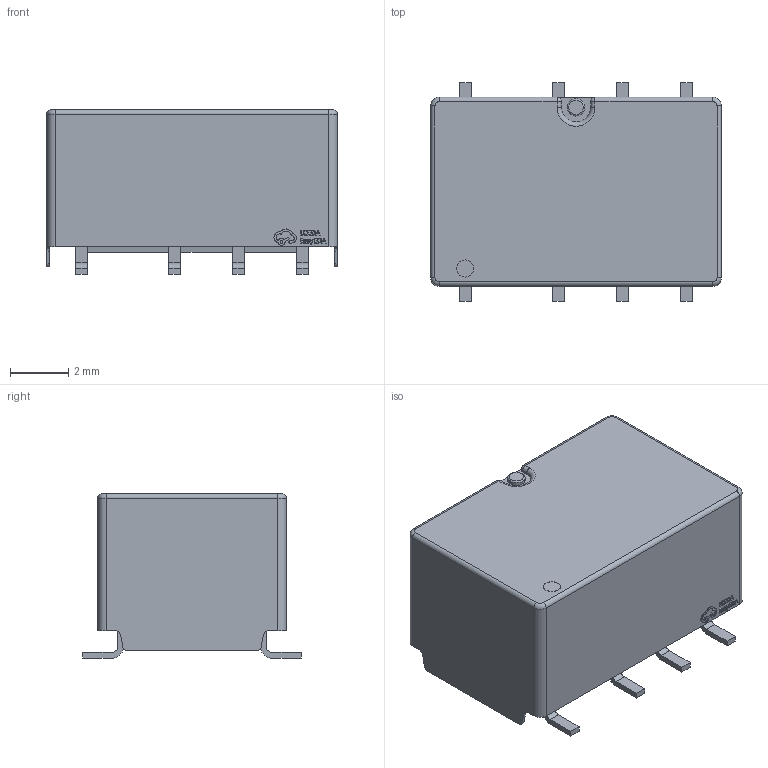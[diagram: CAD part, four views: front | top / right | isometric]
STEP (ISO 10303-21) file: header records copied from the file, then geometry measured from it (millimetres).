
FILE_DESCRIPTION (( 'STEP AP214' ), '1' );
FILE_NAME ('RELAY-SMD_HFD4-4.5-LSR.STEP', '2022-09-14T12:57:49', ( '' ), ( '' ), 'SwSTEP 2.0', 'SolidWorks 2020', '' );
FILE_SCHEMA (( 'AUTOMOTIVE_DESIGN' ));
Length unit declared in the file: millimetre
Products named in the file (1): RELAY-SMD_HFD4-4.5-LSR
Bounding box: 10 x 7.5 x 5.65 mm (x, y, z)
Volume: 312.2 mm3; surface area: 320.6 mm2
Topology: 1 solids, 1 shells, 363 faces, 977 edges, 644 vertices
Faces by surface type: plane 210, bspline 98, cylinder 46, torus 7, sphere 2
Entity records: 15825 total; most frequent: CARTESIAN_POINT 3289, ORIENTED_EDGE 1950, DIRECTION 1408, EDGE_CURVE 975, VECTOR 674, LINE 674, VERTEX_POINT 644, EDGE_LOOP 393
